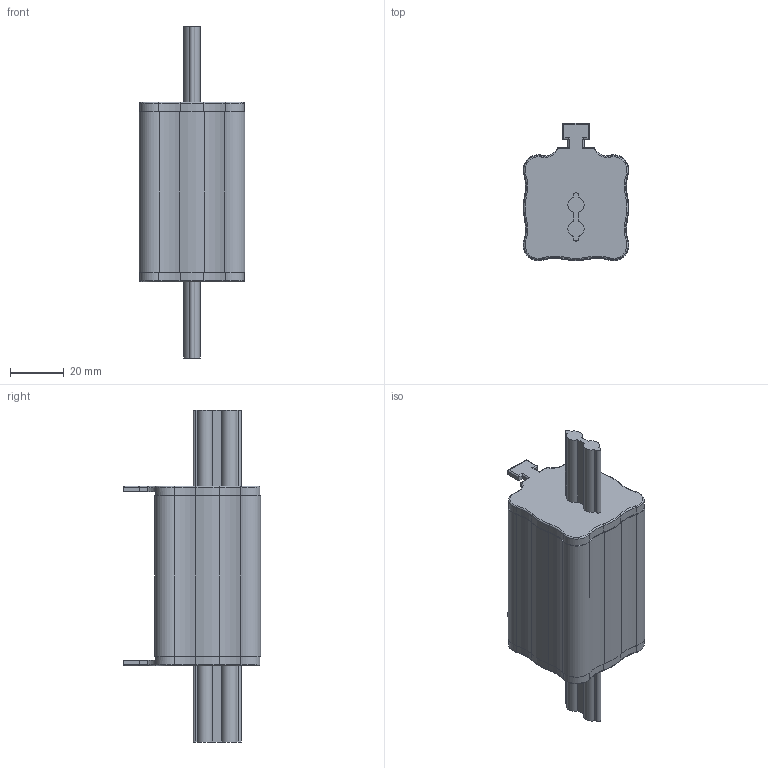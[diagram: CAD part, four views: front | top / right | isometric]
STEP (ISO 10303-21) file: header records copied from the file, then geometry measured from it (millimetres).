
FILE_DESCRIPTION(/* description */ (''),/* implementation_level */ '2;1');
FILE_NAME(/* name */ 'RT0-100T.prt.stp',/* time_stamp */ '2025-03-15T10:00:45+08:00',/* author */ (''),/* organization */ (''),/* preprocessor_version */ 'ST-DEVELOPER v16',/* originating_system */ 'SIEMENS PLM Software NX 10.0',/* authorisation */ '');
FILE_SCHEMA (('CONFIG_CONTROL_DESIGN'));
Length unit declared in the file: millimetre
Products named in the file (1): RT0-100T
Bounding box: 39.49 x 51.25 x 124 mm (x, y, z)
Volume: 103208.7 mm3; surface area: 16127.7 mm2
Topology: 1 solids, 1 shells, 150 faces, 384 edges, 240 vertices
Faces by surface type: cylinder 82, plane 38, torus 30
Entity records: 4738 total; most frequent: DIRECTION 888, CARTESIAN_POINT 847, ORIENTED_EDGE 768, EDGE_CURVE 384, AXIS2_PLACEMENT_3D 357, VERTEX_POINT 240, CIRCLE 190, LINE 174
